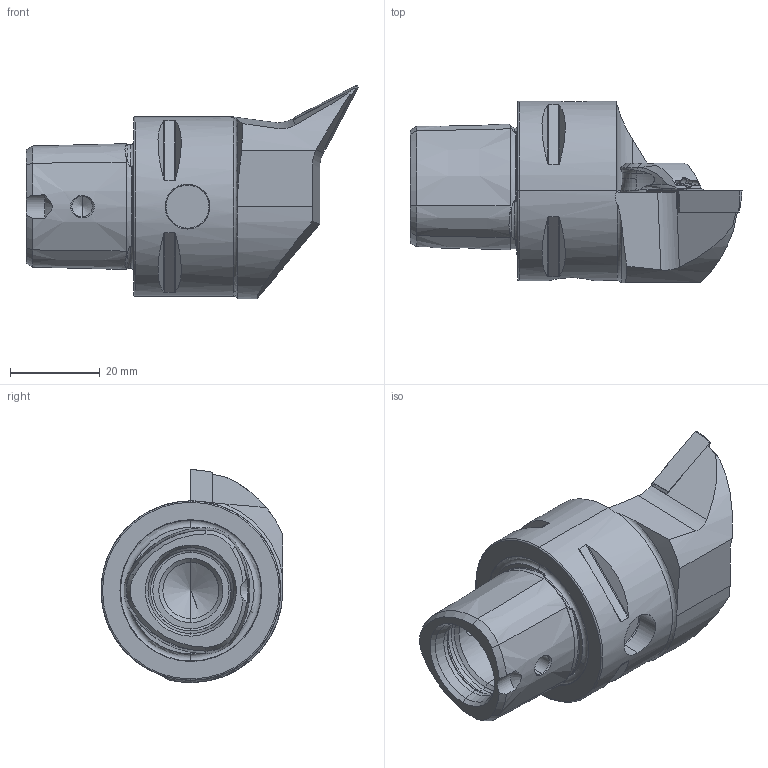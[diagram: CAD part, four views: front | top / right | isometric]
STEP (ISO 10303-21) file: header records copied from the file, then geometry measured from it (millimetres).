
FILE_DESCRIPTION (( 'STEP AP214' ), '1' );
FILE_NAME ('PS4.KVF.LPA.050-HP.STEP', '2025-04-29T12:46:42', ( '' ), ( '' ), 'SwSTEP 2.0', 'SolidWorks 2022', '' );
FILE_SCHEMA (( 'AUTOMOTIVE_DESIGN' ));
Length unit declared in the file: millimetre
Products named in the file (11): CHP-ER1.008.011_A; PS4-KVF.LPA.050-HP_B; CHP-PCX.000.022_Düse; PS4.KVF.LPA.050-HP; DIN 3771 - 6.5x1.5; ISO 8752 2x8; CHP-PCX.000.022_B; WCB-ER2.001.009_A; DIN 3771 - 13x1; DIN 7991 - M5x18; VBMT160404
Assembly tree (10 placements, depth 3):
  PS4.KVF.LPA.050-HP
    PS4-KVF.LPA.050-HP_B
    CHP-PCX.000.022_Düse
      CHP-PCX.000.022_B
      DIN 3771 - 13x1
      DIN 3771 - 6.5x1.5
      DIN 7991 - M5x18
    CHP-ER1.008.011_A
    WCB-ER2.001.009_A
    ISO 8752 2x8
    VBMT160404
Bounding box: 74 x 40.5 x 47.5 mm (x, y, z)
Volume: 46044.8 mm3; surface area: 16072.7 mm2
Topology: 9 solids, 9 shells, 502 faces, 1239 edges, 747 vertices
Faces by surface type: cylinder 140, cone 124, plane 109, torus 74, bspline 53, sphere 2
Entity records: 19099 total; most frequent: CARTESIAN_POINT 7443, ORIENTED_EDGE 2434, DIRECTION 2201, EDGE_CURVE 1217, AXIS2_PLACEMENT_3D 901, VERTEX_POINT 747, EDGE_LOOP 534, ADVANCED_FACE 502
